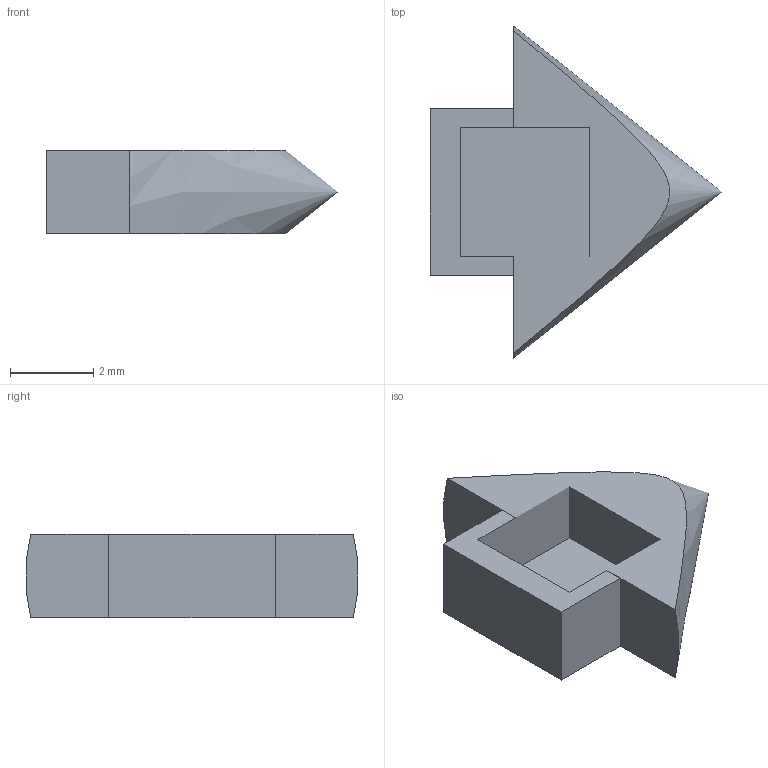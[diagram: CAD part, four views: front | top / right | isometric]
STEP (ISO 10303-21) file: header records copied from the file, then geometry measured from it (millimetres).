
FILE_DESCRIPTION(/* description */ ('FreeCAD Model'),/* implementation_level */ '2;1');
FILE_NAME(/* name */ 'UsbSoundboard_MODEL-arrow.step',/* time_stamp */ '2025-01-10T07:01:16-05:00',/* author */ ('Peter'),/* organization */ (''),/* preprocessor_version */ 'ST-DEVELOPER v20',/* originating_system */ 'Autodesk Inventor 2025',/* authorisation */ 'Unknown');
FILE_SCHEMA (('AUTOMOTIVE_DESIGN { 1 0 10303 214 3 1 1 }'));
Length unit declared in the file: millimetre
Products named in the file (1): UsbSoundboard_MODEL-arrow
Bounding box: 7 x 7.97 x 2 mm (x, y, z)
Volume: 39.2 mm3; surface area: 117.3 mm2
Topology: 1 solids, 1 shells, 14 faces, 39 edges, 26 vertices
Faces by surface type: plane 13, cone 1
Entity records: 707 total; most frequent: CARTESIAN_POINT 288, ORIENTED_EDGE 76, DIRECTION 67, EDGE_CURVE 38, LINE 33, VECTOR 33, VERTEX_POINT 26, AXIS2_PLACEMENT_3D 17
